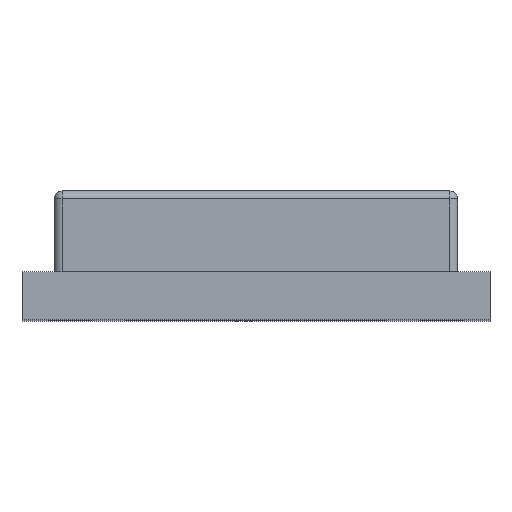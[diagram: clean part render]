
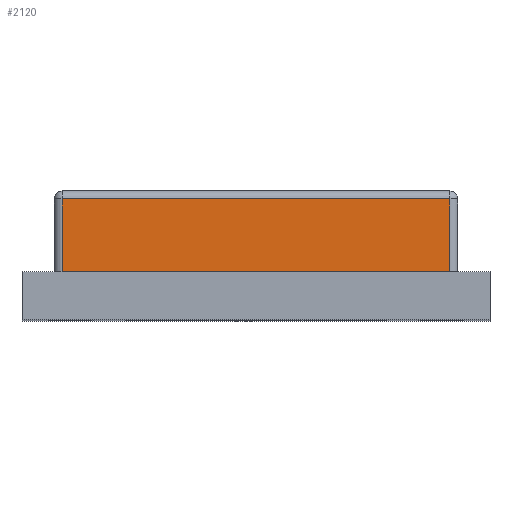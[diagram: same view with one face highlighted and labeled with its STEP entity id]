
A CAD part, top view. The second image highlights one B-rep face of the part: STEP entity #2120.
In plain terms, the highlighted planar face has unit normal (0, 0, 1).
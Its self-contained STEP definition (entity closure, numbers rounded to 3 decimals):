
#380=DIRECTION('',(1.,0.,0.));
#381=VECTOR('',#380,4.8);
#382=CARTESIAN_POINT('',(-2.4,0.6,3.85));
#383=LINE('',#382,#381);
#495=DIRECTION('',(0.,-1.,0.));
#496=VECTOR('',#495,0.9);
#497=CARTESIAN_POINT('',(-2.4,1.5,3.85));
#498=LINE('',#497,#496);
#499=DIRECTION('',(-1.,0.,0.));
#500=VECTOR('',#499,4.8);
#501=CARTESIAN_POINT('',(2.4,1.5,3.85));
#502=LINE('',#501,#500);
#503=DIRECTION('',(0.,-1.,0.));
#504=VECTOR('',#503,0.9);
#505=CARTESIAN_POINT('',(2.4,1.5,3.85));
#506=LINE('',#505,#504);
#1357=CARTESIAN_POINT('',(2.4,1.5,3.85));
#1358=CARTESIAN_POINT('',(-2.4,1.5,3.85));
#1359=VERTEX_POINT('',#1357);
#1360=VERTEX_POINT('',#1358);
#1369=CARTESIAN_POINT('',(-2.4,0.6,3.85));
#1370=CARTESIAN_POINT('',(2.4,0.6,3.85));
#1371=VERTEX_POINT('',#1369);
#1372=VERTEX_POINT('',#1370);
#2107=CARTESIAN_POINT('',(-2.5,1.6,3.85));
#2108=DIRECTION('',(0.,0.,1.));
#2109=DIRECTION('',(1.,0.,0.));
#2110=AXIS2_PLACEMENT_3D('',#2107,#2108,#2109);
#2111=PLANE('',#2110);
#2112=ORIENTED_EDGE('',*,*,#1968,.F.);
#2114=ORIENTED_EDGE('',*,*,#2113,.F.);
#2116=ORIENTED_EDGE('',*,*,#2115,.F.);
#2117=ORIENTED_EDGE('',*,*,#2099,.T.);
#2118=EDGE_LOOP('',(#2112,#2114,#2116,#2117));
#2119=FACE_OUTER_BOUND('',#2118,.F.);
#2120=ADVANCED_FACE('',(#2119),#2111,.T.);
#1968=EDGE_CURVE('',#1371,#1372,#383,.T.);
#2099=EDGE_CURVE('',#1359,#1372,#506,.T.);
#2113=EDGE_CURVE('',#1360,#1371,#498,.T.);
#2115=EDGE_CURVE('',#1359,#1360,#502,.T.);
